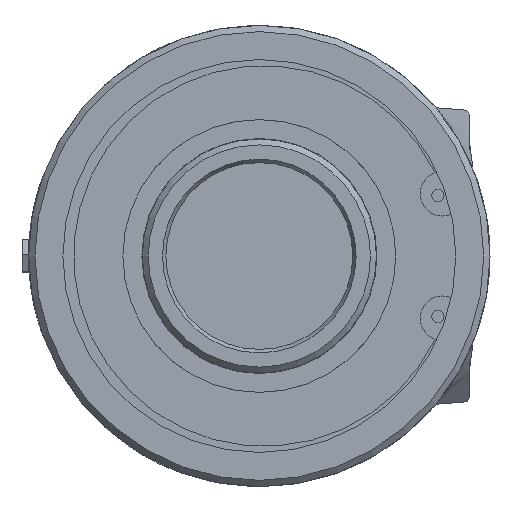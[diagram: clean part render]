
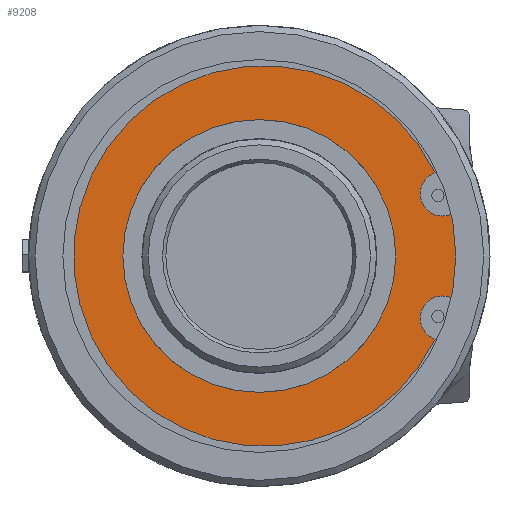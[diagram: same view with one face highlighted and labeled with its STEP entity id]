
A CAD part, left-side view. The second image highlights one B-rep face of the part: STEP entity #9208.
In plain terms, the highlighted planar face has unit normal (-1, 0, 0).
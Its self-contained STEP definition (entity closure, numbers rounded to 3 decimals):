
#348=PLANE('',#9906);
#715=FACE_BOUND('',#1351,.T.);
#785=FACE_OUTER_BOUND('',#1350,.T.);
#1350=EDGE_LOOP('',(#6748,#6749,#6750,#6751,#6752,#6753));
#1351=EDGE_LOOP('',(#6754,#6755));
#2420=LINE('',#18617,#2928);
#2421=LINE('',#18619,#2929);
#2928=VECTOR('',#10823,10.);
#2929=VECTOR('',#10824,10.);
#3541=CIRCLE('',#9905,53.8);
#3542=CIRCLE('',#9907,5.682);
#3543=CIRCLE('',#9908,48.478);
#3544=CIRCLE('',#9909,5.682);
#3545=CIRCLE('',#9910,34.75);
#3546=CIRCLE('',#9911,34.75);
#4161=VERTEX_POINT('',#18605);
#4165=VERTEX_POINT('',#18612);
#4166=VERTEX_POINT('',#18616);
#4167=VERTEX_POINT('',#18618);
#4168=VERTEX_POINT('',#18620);
#4169=VERTEX_POINT('',#18622);
#4170=VERTEX_POINT('',#18625);
#4171=VERTEX_POINT('',#18626);
#5178=EDGE_CURVE('',#4161,#4165,#3541,.T.);
#5179=EDGE_CURVE('',#4166,#4161,#2420,.T.);
#5180=EDGE_CURVE('',#4165,#4167,#2421,.T.);
#5181=EDGE_CURVE('',#4167,#4168,#3542,.T.);
#5182=EDGE_CURVE('',#4168,#4169,#3543,.T.);
#5183=EDGE_CURVE('',#4169,#4166,#3544,.T.);
#5184=EDGE_CURVE('',#4170,#4171,#3545,.T.);
#5185=EDGE_CURVE('',#4171,#4170,#3546,.T.);
#6748=ORIENTED_EDGE('',*,*,#5179,.T.);
#6749=ORIENTED_EDGE('',*,*,#5178,.T.);
#6750=ORIENTED_EDGE('',*,*,#5180,.T.);
#6751=ORIENTED_EDGE('',*,*,#5181,.T.);
#6752=ORIENTED_EDGE('',*,*,#5182,.T.);
#6753=ORIENTED_EDGE('',*,*,#5183,.T.);
#6754=ORIENTED_EDGE('',*,*,#5184,.T.);
#6755=ORIENTED_EDGE('',*,*,#5185,.T.);
#9208=ADVANCED_FACE('',(#785,#715),#348,.F.);
#9905=AXIS2_PLACEMENT_3D('',#18614,#10819,#10820);
#9906=AXIS2_PLACEMENT_3D('',#18615,#10821,#10822);
#9907=AXIS2_PLACEMENT_3D('',#18621,#10825,#10826);
#9908=AXIS2_PLACEMENT_3D('',#18623,#10827,#10828);
#9909=AXIS2_PLACEMENT_3D('',#18624,#10829,#10830);
#9910=AXIS2_PLACEMENT_3D('',#18627,#10831,#10832);
#9911=AXIS2_PLACEMENT_3D('',#18628,#10833,#10834);
#10819=DIRECTION('center_axis',(-1.,0.,0.));
#10820=DIRECTION('ref_axis',(0.,1.,0.));
#10821=DIRECTION('center_axis',(1.,0.,0.));
#10822=DIRECTION('ref_axis',(0.,0.,-1.));
#10823=DIRECTION('',(0.,-0.96,-0.281));
#10824=DIRECTION('',(0.,0.96,-0.281));
#10825=DIRECTION('center_axis',(1.,0.,0.));
#10826=DIRECTION('ref_axis',(0.,0.335,0.942));
#10827=DIRECTION('center_axis',(-1.,0.,0.));
#10828=DIRECTION('ref_axis',(0.,1.,0.));
#10829=DIRECTION('center_axis',(1.,0.,0.));
#10830=DIRECTION('ref_axis',(0.,-0.335,0.942));
#10831=DIRECTION('center_axis',(1.,0.,0.));
#10832=DIRECTION('ref_axis',(0.,1.,0.));
#10833=DIRECTION('center_axis',(1.,0.,0.));
#10834=DIRECTION('ref_axis',(0.,1.,0.));
#18605=CARTESIAN_POINT('',(10.375,-52.522,-11.656));
#18612=CARTESIAN_POINT('',(10.375,-52.522,11.656));
#18614=CARTESIAN_POINT('Origin',(10.375,0.,0.));
#18615=CARTESIAN_POINT('Origin',(10.375,26.9,0.));
#18616=CARTESIAN_POINT('',(10.375,-48.558,-10.495));
#18617=CARTESIAN_POINT('',(10.375,-14.375,-0.486));
#18618=CARTESIAN_POINT('',(10.375,-48.558,10.495));
#18619=CARTESIAN_POINT('',(10.375,-12.393,-0.094));
#18620=CARTESIAN_POINT('',(10.375,-44.751,21.202));
#18621=CARTESIAN_POINT('Origin',(10.375,-46.655,15.848));
#18622=CARTESIAN_POINT('',(10.375,-44.751,-21.202));
#18623=CARTESIAN_POINT('Origin',(10.375,-1.155,0.));
#18624=CARTESIAN_POINT('Origin',(10.375,-46.655,-15.848));
#18625=CARTESIAN_POINT('',(10.375,34.75,0.));
#18626=CARTESIAN_POINT('',(10.375,-34.75,0.));
#18627=CARTESIAN_POINT('Origin',(10.375,0.,0.));
#18628=CARTESIAN_POINT('Origin',(10.375,0.,0.));
